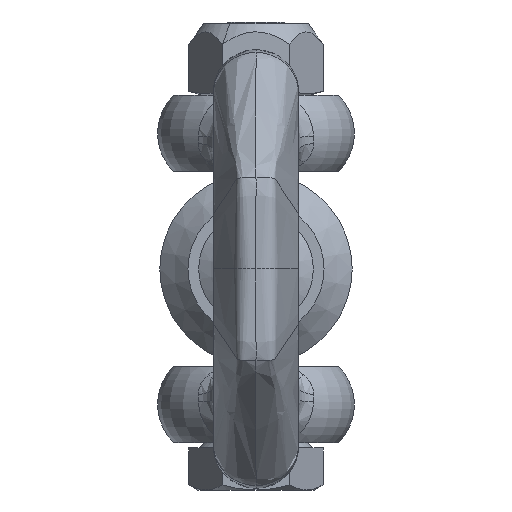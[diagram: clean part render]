
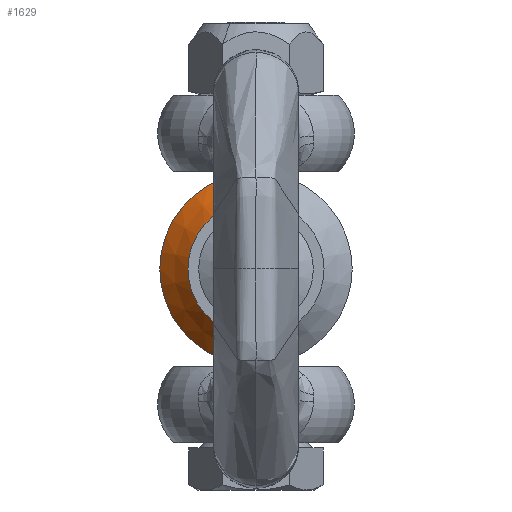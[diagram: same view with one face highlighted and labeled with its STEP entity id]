
A CAD part, left-side view. The second image highlights one B-rep face of the part: STEP entity #1629.
In plain terms, the highlighted conical face has half-angle 45 degrees and reference radius 10.75 mm.
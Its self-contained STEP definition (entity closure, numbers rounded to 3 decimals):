
#193 = DIRECTION ( 'NONE',  ( 0.707, 0., 0.707 ) ) ;
#1341 = CARTESIAN_POINT ( 'NONE',  ( 3.15, 0., 10.75 ) ) ;
#1364 = VECTOR ( 'NONE', #10896, 1000. ) ;
#1629 = ADVANCED_FACE ( 'NONE', ( #11353 ), #10736, .T. ) ;
#2007 = VERTEX_POINT ( 'NONE', #15136 ) ;
#2433 = ORIENTED_EDGE ( 'NONE', *, *, #18355, .F. ) ;
#2838 = AXIS2_PLACEMENT_3D ( 'NONE', #6711, #13302, #5870 ) ;
#4186 = CARTESIAN_POINT ( 'NONE',  ( 3.15, 0., -10.75 ) ) ;
#5870 = DIRECTION ( 'NONE',  ( 0., 0., -1. ) ) ;
#6711 = CARTESIAN_POINT ( 'NONE',  ( 3.15, 0., 0. ) ) ;
#7798 = CARTESIAN_POINT ( 'NONE',  ( 3.15, 0., 0. ) ) ;
#8764 = VERTEX_POINT ( 'NONE', #1341 ) ;
#9265 = AXIS2_PLACEMENT_3D ( 'NONE', #7798, #13857, #18227 ) ;
#9874 = AXIS2_PLACEMENT_3D ( 'NONE', #14552, #10049, #19553 ) ;
#10049 = DIRECTION ( 'NONE',  ( -1., 0., 0. ) ) ;
#10736 = CONICAL_SURFACE ( 'NONE', #2838, 10.75, 0.785 ) ;
#10896 = DIRECTION ( 'NONE',  ( 0.707, 0., -0.707 ) ) ;
#11353 = FACE_OUTER_BOUND ( 'NONE', #13460, .T. ) ;
#12590 = EDGE_CURVE ( 'NONE', #8764, #13137, #18078, .T. ) ;
#12704 = EDGE_CURVE ( 'NONE', #19628, #8764, #15778, .T. ) ;
#13137 = VERTEX_POINT ( 'NONE', #4186 ) ;
#13302 = DIRECTION ( 'NONE',  ( 1., 0., 0. ) ) ;
#13460 = EDGE_LOOP ( 'NONE', ( #2433, #19335, #15760, #20183 ) ) ;
#13553 = EDGE_CURVE ( 'NONE', #2007, #13137, #19891, .T. ) ;
#13857 = DIRECTION ( 'NONE',  ( -1., 0., 0. ) ) ;
#14552 = CARTESIAN_POINT ( 'NONE',  ( 0., 0., 0. ) ) ;
#15136 = CARTESIAN_POINT ( 'NONE',  ( 0., 0., -7.6 ) ) ;
#15168 = VECTOR ( 'NONE', #193, 1000. ) ;
#15225 = CARTESIAN_POINT ( 'NONE',  ( 0., 0., 7.6 ) ) ;
#15760 = ORIENTED_EDGE ( 'NONE', *, *, #12590, .T. ) ;
#15778 = LINE ( 'NONE', #18941, #15168 ) ;
#17211 = CARTESIAN_POINT ( 'NONE',  ( 3.15, 0., -10.75 ) ) ;
#18078 = CIRCLE ( 'NONE', #9265, 10.75 ) ;
#18227 = DIRECTION ( 'NONE',  ( 0., 0., 1. ) ) ;
#18355 = EDGE_CURVE ( 'NONE', #19628, #2007, #18689, .T. ) ;
#18689 = CIRCLE ( 'NONE', #9874, 7.6 ) ;
#18941 = CARTESIAN_POINT ( 'NONE',  ( 3.15, 0., 10.75 ) ) ;
#19335 = ORIENTED_EDGE ( 'NONE', *, *, #12704, .T. ) ;
#19553 = DIRECTION ( 'NONE',  ( 0., 0., 1. ) ) ;
#19628 = VERTEX_POINT ( 'NONE', #15225 ) ;
#19891 = LINE ( 'NONE', #17211, #1364 ) ;
#20183 = ORIENTED_EDGE ( 'NONE', *, *, #13553, .F. ) ;
